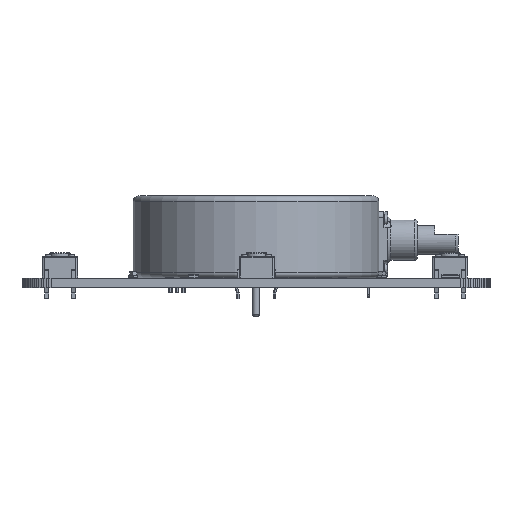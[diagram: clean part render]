
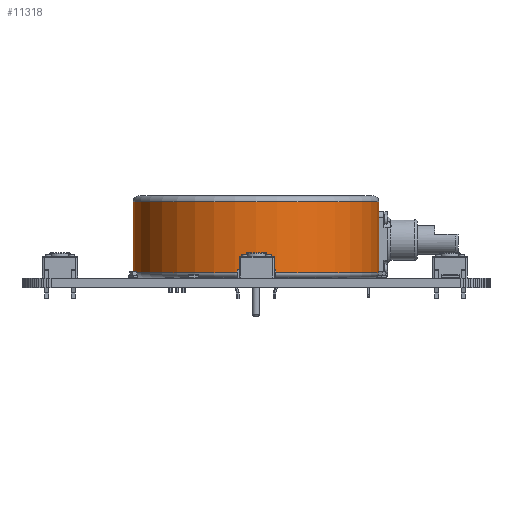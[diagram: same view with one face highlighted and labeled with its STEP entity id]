
A CAD part, left-side view. The second image highlights one B-rep face of the part: STEP entity #11318.
In plain terms, the highlighted cylindrical face has radius 21 mm (diameter 42 mm), a full revolution.
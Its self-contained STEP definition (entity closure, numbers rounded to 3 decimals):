
#11318 = ADVANCED_FACE('',(#11319),#11332,.T.);
#11319 = FACE_BOUND('',#11320,.T.);
#11320 = EDGE_LOOP('',(#11321,#11355,#11377,#11404));
#11321 = ORIENTED_EDGE('',*,*,#11322,.T.);
#11322 = EDGE_CURVE('',#11323,#11323,#11325,.T.);
#11323 = VERTEX_POINT('',#11324);
#11324 = CARTESIAN_POINT('',(33.7,0.,0.87));
#11325 = SURFACE_CURVE('',#11326,(#11331,#11343),.PCURVE_S1.);
#11326 = CIRCLE('',#11327,21.);
#11327 = AXIS2_PLACEMENT_3D('',#11328,#11329,#11330);
#11328 = CARTESIAN_POINT('',(12.7,0.,0.87));
#11329 = DIRECTION('',(0.,0.,1.));
#11330 = DIRECTION('',(1.,0.,0.));
#11331 = PCURVE('',#11332,#11337);
#11332 = CYLINDRICAL_SURFACE('',#11333,21.);
#11333 = AXIS2_PLACEMENT_3D('',#11334,#11335,#11336);
#11334 = CARTESIAN_POINT('',(12.7,0.,0.03));
#11335 = DIRECTION('',(-0.,-0.,-1.));
#11336 = DIRECTION('',(1.,0.,0.));
#11337 = DEFINITIONAL_REPRESENTATION('',(#11338),#11342);
#11338 = LINE('',#11339,#11340);
#11339 = CARTESIAN_POINT('',(6.283,-0.84));
#11340 = VECTOR('',#11341,1.);
#11341 = DIRECTION('',(-1.,0.));
#11342 = ( GEOMETRIC_REPRESENTATION_CONTEXT(2) 
PARAMETRIC_REPRESENTATION_CONTEXT() REPRESENTATION_CONTEXT('2D SPACE',''
  ) );
#11343 = PCURVE('',#11344,#11349);
#11344 = TOROIDAL_SURFACE('',#11345,20.16,0.84);
#11345 = AXIS2_PLACEMENT_3D('',#11346,#11347,#11348);
#11346 = CARTESIAN_POINT('',(12.7,0.,0.87));
#11347 = DIRECTION('',(0.,0.,-1.));
#11348 = DIRECTION('',(1.,0.,0.));
#11349 = DEFINITIONAL_REPRESENTATION('',(#11350),#11354);
#11350 = LINE('',#11351,#11352);
#11351 = CARTESIAN_POINT('',(6.283,0.));
#11352 = VECTOR('',#11353,1.);
#11353 = DIRECTION('',(-1.,0.));
#11354 = ( GEOMETRIC_REPRESENTATION_CONTEXT(2) 
PARAMETRIC_REPRESENTATION_CONTEXT() REPRESENTATION_CONTEXT('2D SPACE',''
  ) );
#11355 = ORIENTED_EDGE('',*,*,#11356,.F.);
#11356 = EDGE_CURVE('',#11357,#11323,#11359,.T.);
#11357 = VERTEX_POINT('',#11358);
#11358 = CARTESIAN_POINT('',(33.7,0.,13.05));
#11359 = SEAM_CURVE('',#11360,(#11363,#11370),.PCURVE_S1.);
#11360 = B_SPLINE_CURVE_WITH_KNOTS('',1,(#11361,#11362),.UNSPECIFIED.,
  .F.,.F.,(2,2),(-13.02,0.),.PIECEWISE_BEZIER_KNOTS.);
#11361 = CARTESIAN_POINT('',(33.7,0.,13.05));
#11362 = CARTESIAN_POINT('',(33.7,0.,0.03));
#11363 = PCURVE('',#11332,#11364);
#11364 = DEFINITIONAL_REPRESENTATION('',(#11365),#11369);
#11365 = LINE('',#11366,#11367);
#11366 = CARTESIAN_POINT('',(0.,0.));
#11367 = VECTOR('',#11368,1.);
#11368 = DIRECTION('',(0.,1.));
#11369 = ( GEOMETRIC_REPRESENTATION_CONTEXT(2) 
PARAMETRIC_REPRESENTATION_CONTEXT() REPRESENTATION_CONTEXT('2D SPACE',''
  ) );
#11370 = PCURVE('',#11332,#11371);
#11371 = DEFINITIONAL_REPRESENTATION('',(#11372),#11376);
#11372 = LINE('',#11373,#11374);
#11373 = CARTESIAN_POINT('',(6.283,0.));
#11374 = VECTOR('',#11375,1.);
#11375 = DIRECTION('',(0.,1.));
#11376 = ( GEOMETRIC_REPRESENTATION_CONTEXT(2) 
PARAMETRIC_REPRESENTATION_CONTEXT() REPRESENTATION_CONTEXT('2D SPACE',''
  ) );
#11377 = ORIENTED_EDGE('',*,*,#11378,.F.);
#11378 = EDGE_CURVE('',#11357,#11357,#11379,.T.);
#11379 = SURFACE_CURVE('',#11380,(#11385,#11392),.PCURVE_S1.);
#11380 = CIRCLE('',#11381,21.);
#11381 = AXIS2_PLACEMENT_3D('',#11382,#11383,#11384);
#11382 = CARTESIAN_POINT('',(12.7,0.,13.05));
#11383 = DIRECTION('',(0.,0.,1.));
#11384 = DIRECTION('',(1.,0.,0.));
#11385 = PCURVE('',#11332,#11386);
#11386 = DEFINITIONAL_REPRESENTATION('',(#11387),#11391);
#11387 = LINE('',#11388,#11389);
#11388 = CARTESIAN_POINT('',(6.283,-13.02));
#11389 = VECTOR('',#11390,1.);
#11390 = DIRECTION('',(-1.,0.));
#11391 = ( GEOMETRIC_REPRESENTATION_CONTEXT(2) 
PARAMETRIC_REPRESENTATION_CONTEXT() REPRESENTATION_CONTEXT('2D SPACE',''
  ) );
#11392 = PCURVE('',#11393,#11398);
#11393 = TOROIDAL_SURFACE('',#11394,20.02,0.98);
#11394 = AXIS2_PLACEMENT_3D('',#11395,#11396,#11397);
#11395 = CARTESIAN_POINT('',(12.7,0.,13.05));
#11396 = DIRECTION('',(0.,0.,1.));
#11397 = DIRECTION('',(1.,0.,0.));
#11398 = DEFINITIONAL_REPRESENTATION('',(#11399),#11403);
#11399 = LINE('',#11400,#11401);
#11400 = CARTESIAN_POINT('',(0.,0.));
#11401 = VECTOR('',#11402,1.);
#11402 = DIRECTION('',(1.,0.));
#11403 = ( GEOMETRIC_REPRESENTATION_CONTEXT(2) 
PARAMETRIC_REPRESENTATION_CONTEXT() REPRESENTATION_CONTEXT('2D SPACE',''
  ) );
#11404 = ORIENTED_EDGE('',*,*,#11356,.T.);
